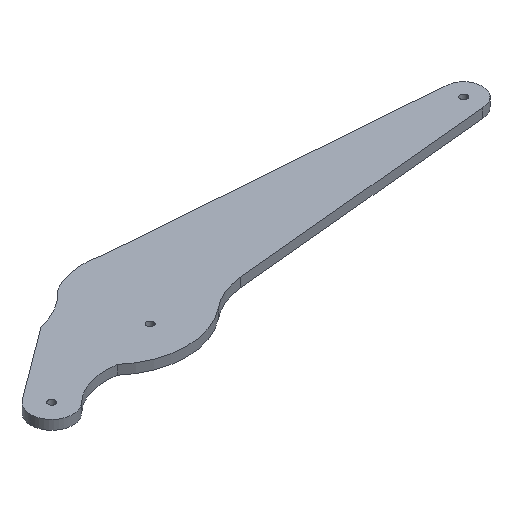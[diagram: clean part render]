
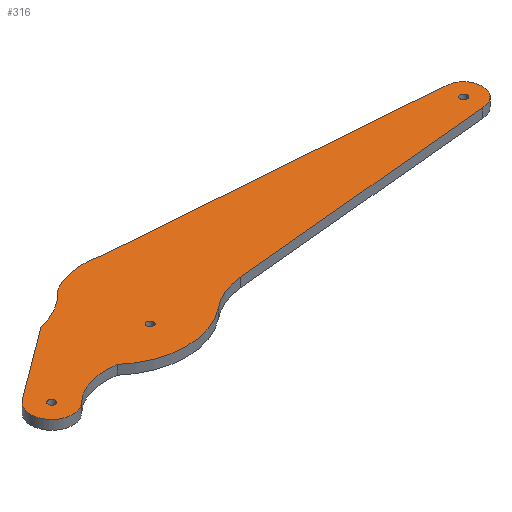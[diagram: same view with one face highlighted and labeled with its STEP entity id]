
A CAD part, isometric view. The second image highlights one B-rep face of the part: STEP entity #316.
In plain terms, the highlighted planar face has unit normal (0, 0, 1).
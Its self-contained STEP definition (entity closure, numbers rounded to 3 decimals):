
#3 = EDGE_CURVE ( 'NONE', #289, #160, #4, .T. ) ;
#4 = CIRCLE ( 'NONE', #580, 33.076 ) ;
#8 = CARTESIAN_POINT ( 'NONE',  ( 50., 8., 4. ) ) ;
#10 = VERTEX_POINT ( 'NONE', #457 ) ;
#16 = VECTOR ( 'NONE', #232, 1000. ) ;
#17 = DIRECTION ( 'NONE',  ( 0., 0., 1. ) ) ;
#27 = CARTESIAN_POINT ( 'NONE',  ( 50., 8., 4. ) ) ;
#29 = EDGE_CURVE ( 'NONE', #165, #702, #233, .T. ) ;
#30 = VERTEX_POINT ( 'NONE', #106 ) ;
#33 = DIRECTION ( 'NONE',  ( 1., 0., 0. ) ) ;
#39 = ORIENTED_EDGE ( 'NONE', *, *, #103, .T. ) ;
#43 = CARTESIAN_POINT ( 'NONE',  ( 70.59, -0.608, 4. ) ) ;
#45 = VERTEX_POINT ( 'NONE', #644 ) ;
#50 = AXIS2_PLACEMENT_3D ( 'NONE', #593, #515, #33 ) ;
#55 = CARTESIAN_POINT ( 'NONE',  ( 202.5, 25., 4. ) ) ;
#58 = DIRECTION ( 'NONE',  ( 1., 0., 0. ) ) ;
#62 = DIRECTION ( 'NONE',  ( 1., 0., 0. ) ) ;
#69 = DIRECTION ( 'NONE',  ( 1., 0., 0. ) ) ;
#82 = VERTEX_POINT ( 'NONE', #379 ) ;
#83 = VECTOR ( 'NONE', #496, 1000. ) ;
#85 = DIRECTION ( 'NONE',  ( 1., 0., 0. ) ) ;
#96 = ORIENTED_EDGE ( 'NONE', *, *, #649, .F. ) ;
#102 = FACE_BOUND ( 'NONE', #467, .T. ) ;
#103 = EDGE_CURVE ( 'NONE', #692, #289, #484, .T. ) ;
#104 = CARTESIAN_POINT ( 'NONE',  ( 23.554, -25., 4. ) ) ;
#106 = CARTESIAN_POINT ( 'NONE',  ( -9., 0., 4. ) ) ;
#108 = AXIS2_PLACEMENT_3D ( 'NONE', #27, #300, #85 ) ;
#110 = CARTESIAN_POINT ( 'NONE',  ( -5.363, 7.228, 4. ) ) ;
#114 = EDGE_CURVE ( 'NONE', #45, #356, #213, .T. ) ;
#115 = CARTESIAN_POINT ( 'NONE',  ( 3.749, 48.307, 4. ) ) ;
#117 = ORIENTED_EDGE ( 'NONE', *, *, #114, .F. ) ;
#121 = VERTEX_POINT ( 'NONE', #55 ) ;
#124 = AXIS2_PLACEMENT_3D ( 'NONE', #324, #429, #597 ) ;
#142 = AXIS2_PLACEMENT_3D ( 'NONE', #469, #694, #198 ) ;
#147 = DIRECTION ( 'NONE',  ( 1., 0., 0. ) ) ;
#148 = VERTEX_POINT ( 'NONE', #529 ) ;
#156 = CARTESIAN_POINT ( 'NONE',  ( 48.5, 8., 4. ) ) ;
#160 = VERTEX_POINT ( 'NONE', #43 ) ;
#162 = EDGE_CURVE ( 'NONE', #160, #667, #443, .T. ) ;
#165 = VERTEX_POINT ( 'NONE', #396 ) ;
#167 = CIRCLE ( 'NONE', #574, 1.5 ) ;
#172 = CIRCLE ( 'NONE', #634, 1.5 ) ;
#180 = AXIS2_PLACEMENT_3D ( 'NONE', #664, #280, #58 ) ;
#183 = EDGE_LOOP ( 'NONE', ( #461, #411 ) ) ;
#189 = EDGE_CURVE ( 'NONE', #667, #165, #661, .T. ) ;
#190 = ORIENTED_EDGE ( 'NONE', *, *, #29, .T. ) ;
#192 = ORIENTED_EDGE ( 'NONE', *, *, #3, .T. ) ;
#193 = AXIS2_PLACEMENT_3D ( 'NONE', #8, #602, #380 ) ;
#194 = EDGE_CURVE ( 'NONE', #601, #121, #167, .T. ) ;
#198 = DIRECTION ( 'NONE',  ( 1., 0., 0. ) ) ;
#209 = DIRECTION ( 'NONE',  ( 1., 0., 0. ) ) ;
#213 = CIRCLE ( 'NONE', #124, 29.371 ) ;
#216 = VECTOR ( 'NONE', #438, 1000. ) ;
#219 = CARTESIAN_POINT ( 'NONE',  ( 6.708, -6., 4. ) ) ;
#226 = DIRECTION ( 'NONE',  ( 1., 0., 0. ) ) ;
#232 = DIRECTION ( 'NONE',  ( 0.995, 0.096, 0. ) ) ;
#233 = CIRCLE ( 'NONE', #142, 8. ) ;
#252 = DIRECTION ( 'NONE',  ( 0., 0., 1. ) ) ;
#253 = CIRCLE ( 'NONE', #273, 30.483 ) ;
#267 = AXIS2_PLACEMENT_3D ( 'NONE', #565, #419, #682 ) ;
#269 = CARTESIAN_POINT ( 'NONE',  ( 199.5, 25., 4. ) ) ;
#272 = ORIENTED_EDGE ( 'NONE', *, *, #275, .T. ) ;
#273 = AXIS2_PLACEMENT_3D ( 'NONE', #435, #274, #69 ) ;
#274 = DIRECTION ( 'NONE',  ( 0., 0., -1. ) ) ;
#275 = EDGE_CURVE ( 'NONE', #702, #567, #561, .T. ) ;
#280 = DIRECTION ( 'NONE',  ( 0., 0., 1. ) ) ;
#289 = VERTEX_POINT ( 'NONE', #339 ) ;
#300 = DIRECTION ( 'NONE',  ( 0., 0., 1. ) ) ;
#313 = ORIENTED_EDGE ( 'NONE', *, *, #687, .F. ) ;
#314 = PLANE ( 'NONE',  #50 ) ;
#316 = ADVANCED_FACE ( 'NONE', ( #102, #409, #686, #357 ), #314, .T. ) ;
#321 = CARTESIAN_POINT ( 'NONE',  ( 42.671, 40.273, 4. ) ) ;
#324 = CARTESIAN_POINT ( 'NONE',  ( 20.249, 59.246, 4. ) ) ;
#325 = CARTESIAN_POINT ( 'NONE',  ( 201., 33., 4. ) ) ;
#335 = DIRECTION ( 'NONE',  ( 1., 0., 0. ) ) ;
#339 = CARTESIAN_POINT ( 'NONE',  ( 28., 0., 4. ) ) ;
#347 = DIRECTION ( 'NONE',  ( 0., 0., 1. ) ) ;
#356 = VERTEX_POINT ( 'NONE', #321 ) ;
#357 = FACE_BOUND ( 'NONE', #183, .T. ) ;
#358 = AXIS2_PLACEMENT_3D ( 'NONE', #642, #588, #147 ) ;
#365 = ORIENTED_EDGE ( 'NONE', *, *, #194, .F. ) ;
#378 = EDGE_CURVE ( 'NONE', #476, #10, #172, .T. ) ;
#379 = CARTESIAN_POINT ( 'NONE',  ( -5.363, 7.228, 4. ) ) ;
#380 = DIRECTION ( 'NONE',  ( 1., 0., 0. ) ) ;
#381 = CIRCLE ( 'NONE', #180, 1.5 ) ;
#396 = CARTESIAN_POINT ( 'NONE',  ( 201., 17., 4. ) ) ;
#399 = ORIENTED_EDGE ( 'NONE', *, *, #428, .F. ) ;
#406 = EDGE_CURVE ( 'NONE', #148, #675, #481, .T. ) ;
#407 = CARTESIAN_POINT ( 'NONE',  ( 1.5, 0., 4. ) ) ;
#409 = FACE_OUTER_BOUND ( 'NONE', #587, .T. ) ;
#411 = ORIENTED_EDGE ( 'NONE', *, *, #378, .F. ) ;
#417 = EDGE_CURVE ( 'NONE', #30, #692, #670, .T. ) ;
#419 = DIRECTION ( 'NONE',  ( 0., 0., 1. ) ) ;
#423 = DIRECTION ( 'NONE',  ( 1., 0., 0. ) ) ;
#428 = EDGE_CURVE ( 'NONE', #121, #601, #577, .T. ) ;
#429 = DIRECTION ( 'NONE',  ( 0., 0., 1. ) ) ;
#430 = AXIS2_PLACEMENT_3D ( 'NONE', #104, #599, #209 ) ;
#435 = CARTESIAN_POINT ( 'NONE',  ( 58.16, 14.019, 4. ) ) ;
#438 = DIRECTION ( 'NONE',  ( 0.803, 0.596, 0. ) ) ;
#443 = CIRCLE ( 'NONE', #475, 30. ) ;
#457 = CARTESIAN_POINT ( 'NONE',  ( -1.5, 0., 4. ) ) ;
#461 = ORIENTED_EDGE ( 'NONE', *, *, #662, .F. ) ;
#467 = EDGE_LOOP ( 'NONE', ( #313, #610 ) ) ;
#469 = CARTESIAN_POINT ( 'NONE',  ( 201., 25., 4. ) ) ;
#472 = CARTESIAN_POINT ( 'NONE',  ( 89.578, -23.834, 4. ) ) ;
#475 = AXIS2_PLACEMENT_3D ( 'NONE', #472, #603, #226 ) ;
#476 = VERTEX_POINT ( 'NONE', #407 ) ;
#481 = CIRCLE ( 'NONE', #108, 1.5 ) ;
#484 = CIRCLE ( 'NONE', #430, 25.392 ) ;
#485 = LINE ( 'NONE', #110, #216 ) ;
#491 = DIRECTION ( 'NONE',  ( 0., 0., 1. ) ) ;
#496 = DIRECTION ( 'NONE',  ( -0.997, 0.077, 0. ) ) ;
#509 = CARTESIAN_POINT ( 'NONE',  ( 49.656, 25., 4. ) ) ;
#515 = DIRECTION ( 'NONE',  ( 0., 0., 1. ) ) ;
#519 = DIRECTION ( 'NONE',  ( 1., 0., 0. ) ) ;
#529 = CARTESIAN_POINT ( 'NONE',  ( 51.5, 8., 4. ) ) ;
#532 = ORIENTED_EDGE ( 'NONE', *, *, #623, .T. ) ;
#536 = ORIENTED_EDGE ( 'NONE', *, *, #162, .T. ) ;
#545 = EDGE_LOOP ( 'NONE', ( #365, #399 ) ) ;
#549 = CIRCLE ( 'NONE', #680, 9. ) ;
#557 = CARTESIAN_POINT ( 'NONE',  ( 201., 25., 4. ) ) ;
#561 = LINE ( 'NONE', #115, #83 ) ;
#565 = CARTESIAN_POINT ( 'NONE',  ( 0., 0., 4. ) ) ;
#567 = VERTEX_POINT ( 'NONE', #653 ) ;
#574 = AXIS2_PLACEMENT_3D ( 'NONE', #557, #17, #335 ) ;
#577 = CIRCLE ( 'NONE', #358, 1.5 ) ;
#579 = EDGE_CURVE ( 'NONE', #356, #567, #253, .T. ) ;
#580 = AXIS2_PLACEMENT_3D ( 'NONE', #509, #252, #423 ) ;
#584 = ORIENTED_EDGE ( 'NONE', *, *, #189, .T. ) ;
#587 = EDGE_LOOP ( 'NONE', ( #633, #117, #96, #532, #638, #39, #192, #536, #584, #190, #272 ) ) ;
#588 = DIRECTION ( 'NONE',  ( 0., 0., 1. ) ) ;
#593 = CARTESIAN_POINT ( 'NONE',  ( 0., 0., 4. ) ) ;
#597 = DIRECTION ( 'NONE',  ( 1., 0., 0. ) ) ;
#599 = DIRECTION ( 'NONE',  ( 0., 0., -1. ) ) ;
#601 = VERTEX_POINT ( 'NONE', #269 ) ;
#602 = DIRECTION ( 'NONE',  ( 0., 0., 1. ) ) ;
#603 = DIRECTION ( 'NONE',  ( 0., 0., -1. ) ) ;
#610 = ORIENTED_EDGE ( 'NONE', *, *, #406, .F. ) ;
#612 = CARTESIAN_POINT ( 'NONE',  ( 0., 0., 4. ) ) ;
#623 = EDGE_CURVE ( 'NONE', #82, #30, #549, .T. ) ;
#633 = ORIENTED_EDGE ( 'NONE', *, *, #579, .F. ) ;
#634 = AXIS2_PLACEMENT_3D ( 'NONE', #648, #347, #519 ) ;
#638 = ORIENTED_EDGE ( 'NONE', *, *, #417, .T. ) ;
#642 = CARTESIAN_POINT ( 'NONE',  ( 201., 25., 4. ) ) ;
#644 = CARTESIAN_POINT ( 'NONE',  ( 25.897, 30.422, 4. ) ) ;
#648 = CARTESIAN_POINT ( 'NONE',  ( 0., 0., 4. ) ) ;
#649 = EDGE_CURVE ( 'NONE', #82, #45, #485, .T. ) ;
#653 = CARTESIAN_POINT ( 'NONE',  ( 66., 43.476, 4. ) ) ;
#655 = CIRCLE ( 'NONE', #193, 1.5 ) ;
#660 = CARTESIAN_POINT ( 'NONE',  ( 86.711, 6.028, 4. ) ) ;
#661 = LINE ( 'NONE', #669, #16 ) ;
#662 = EDGE_CURVE ( 'NONE', #10, #476, #381, .T. ) ;
#664 = CARTESIAN_POINT ( 'NONE',  ( 0., 0., 4. ) ) ;
#667 = VERTEX_POINT ( 'NONE', #660 ) ;
#669 = CARTESIAN_POINT ( 'NONE',  ( 0.218, -2.275, 4. ) ) ;
#670 = CIRCLE ( 'NONE', #267, 9. ) ;
#675 = VERTEX_POINT ( 'NONE', #156 ) ;
#680 = AXIS2_PLACEMENT_3D ( 'NONE', #612, #491, #62 ) ;
#682 = DIRECTION ( 'NONE',  ( 1., 0., 0. ) ) ;
#686 = FACE_BOUND ( 'NONE', #545, .T. ) ;
#687 = EDGE_CURVE ( 'NONE', #675, #148, #655, .T. ) ;
#692 = VERTEX_POINT ( 'NONE', #219 ) ;
#694 = DIRECTION ( 'NONE',  ( 0., 0., 1. ) ) ;
#702 = VERTEX_POINT ( 'NONE', #325 ) ;
